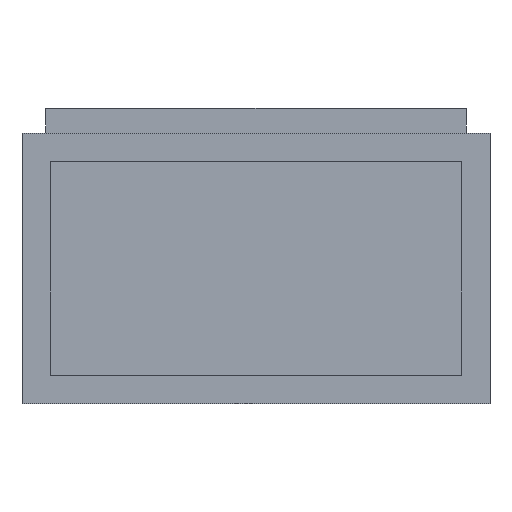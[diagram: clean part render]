
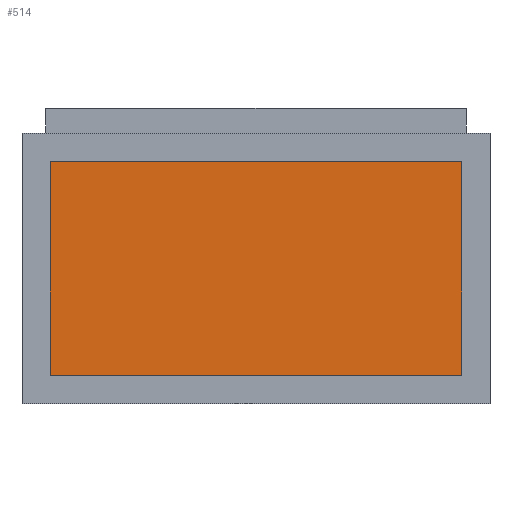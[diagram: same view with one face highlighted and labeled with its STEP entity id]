
A CAD part, left-side view. The second image highlights one B-rep face of the part: STEP entity #514.
In plain terms, the highlighted planar face has unit normal (-1, 0, 0).
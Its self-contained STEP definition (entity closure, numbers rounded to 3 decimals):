
#132=ORIENTED_EDGE('',*,*,#209,.T.);
#133=ORIENTED_EDGE('',*,*,#212,.T.);
#134=ORIENTED_EDGE('',*,*,#214,.T.);
#135=ORIENTED_EDGE('',*,*,#215,.T.);
#209=EDGE_CURVE('',#261,#260,#321,.T.);
#212=EDGE_CURVE('',#260,#262,#324,.T.);
#214=EDGE_CURVE('',#262,#263,#326,.T.);
#215=EDGE_CURVE('',#263,#261,#327,.T.);
#260=VERTEX_POINT('',#796);
#261=VERTEX_POINT('',#798);
#262=VERTEX_POINT('',#802);
#263=VERTEX_POINT('',#806);
#321=LINE('',#797,#389);
#324=LINE('',#803,#392);
#326=LINE('',#807,#394);
#327=LINE('',#809,#395);
#389=VECTOR('',#654,1000.);
#392=VECTOR('',#659,1000.);
#394=VECTOR('',#663,1000.);
#395=VECTOR('',#666,1000.);
#428=EDGE_LOOP('',(#132,#133,#134,#135));
#458=FACE_BOUND('',#428,.T.);
#486=PLANE('',#555);
#514=ADVANCED_FACE('',(#458),#486,.T.);
#555=AXIS2_PLACEMENT_3D('',#810,#667,#668);
#654=DIRECTION('',(0.,0.,1.));
#659=DIRECTION('',(0.,1.,0.));
#663=DIRECTION('',(0.,0.,-1.));
#666=DIRECTION('',(0.,-1.,0.));
#667=DIRECTION('',(-1.,0.,0.));
#668=DIRECTION('',(0.,0.,1.));
#796=CARTESIAN_POINT('',(-38.4,-104.,-27.));
#797=CARTESIAN_POINT('',(-38.4,-104.,-135.));
#798=CARTESIAN_POINT('',(-38.4,-104.,-135.));
#802=CARTESIAN_POINT('',(-38.4,104.,-27.));
#803=CARTESIAN_POINT('',(-38.4,-104.,-27.));
#806=CARTESIAN_POINT('',(-38.4,104.,-135.));
#807=CARTESIAN_POINT('',(-38.4,104.,-27.));
#809=CARTESIAN_POINT('',(-38.4,104.,-135.));
#810=CARTESIAN_POINT('',(-38.4,0.,0.));
